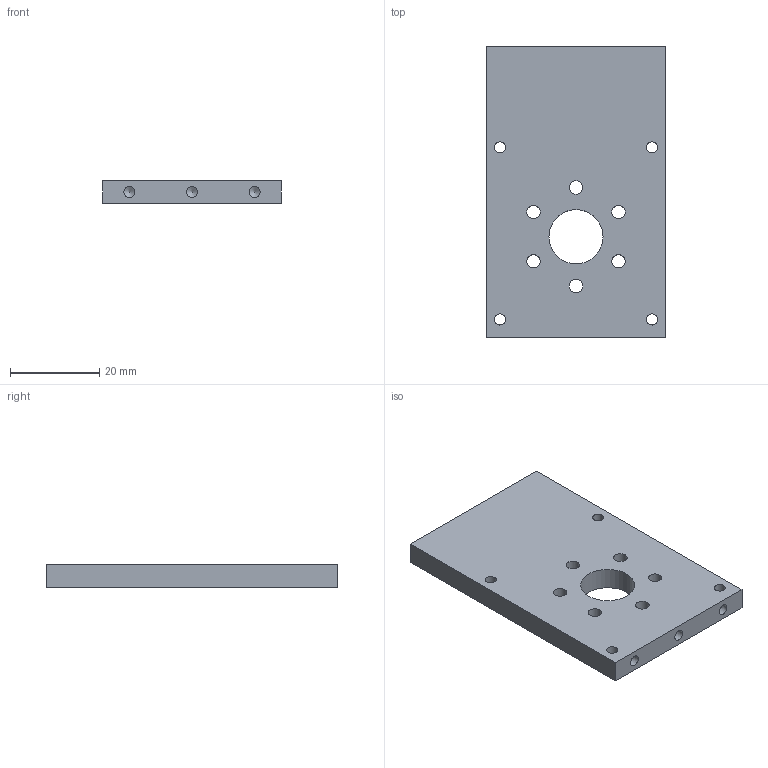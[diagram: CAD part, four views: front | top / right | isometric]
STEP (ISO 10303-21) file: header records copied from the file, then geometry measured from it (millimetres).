
FILE_DESCRIPTION(/* description */ (''),/* implementation_level */ '2;1');
FILE_NAME(/* name */ 'wheel_fix_plate_collet.stp',/* time_stamp */ '2020-10-21T16:40:05+02:00',/* author */ ('xxnew'),/* organization */ (''),/* preprocessor_version */ 'ST-DEVELOPER v17',/* originating_system */ 'Autodesk Inventor 2019',/* authorisation */ '');
FILE_SCHEMA (('AUTOMOTIVE_DESIGN { 1 0 10303 214 3 1 1 }'));
Length unit declared in the file: millimetre
Products named in the file (1): wheel_fix_plate_collet
Bounding box: 40 x 65 x 5 mm (x, y, z)
Volume: 11857.1 mm3; surface area: 6938.5 mm2
Topology: 1 solids, 1 shells, 29 faces, 95 edges, 72 vertices
Faces by surface type: cylinder 17, cone 6, plane 6
Full cylindrical faces by diameter (mm): 2.459 x6, 2.5 x4, 3 x6, 12.1 x1
Entity records: 1134 total; most frequent: DIRECTION 195, CARTESIAN_POINT 187, ORIENTED_EDGE 170, EDGE_CURVE 85, AXIS2_PLACEMENT_3D 80, VERTEX_POINT 64, EDGE_LOOP 57, CIRCLE 50
